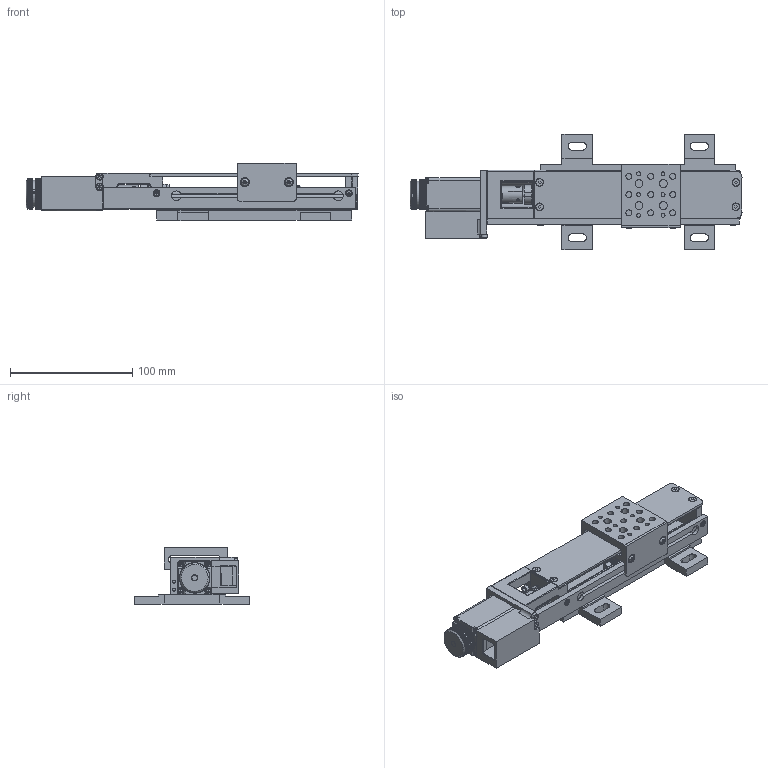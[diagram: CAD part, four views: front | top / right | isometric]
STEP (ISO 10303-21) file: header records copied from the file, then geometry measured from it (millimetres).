
FILE_DESCRIPTION(/* description */ (''),/* implementation_level */ '2;1');
FILE_NAME(/* name */ '03_TS86-SM2_1',/* time_stamp */ '2025-05-26T13:45:05+03:00',/* author */ (''),/* organization */ (''),/* preprocessor_version */ 'ST-DEVELOPER v16.5',/* originating_system */ 'Rhino 7.34',/* authorisation */ '');
FILE_SCHEMA (('AUTOMOTIVE_DESIGN'));
Products named in the file (1): Document
Bounding box: 272 x 95 x 47 mm (x, y, z)
Volume: 290362.1 mm3; surface area: 124577.4 mm2
Topology: 1 solids, 5 shells, 2337 faces, 6763 edges, 4456 vertices
Faces by surface type: plane 1428, cylinder 634, bspline 275
Entity records: 81030 total; most frequent: CARTESIAN_POINT 38338, ORIENTED_EDGE 13426, EDGE_CURVE 6721, B_SPLINE_CURVE_WITH_KNOTS 4458, VERTEX_POINT 4456, EDGE_LOOP 2533, ADVANCED_FACE 2337, FACE_OUTER_BOUND 2337
